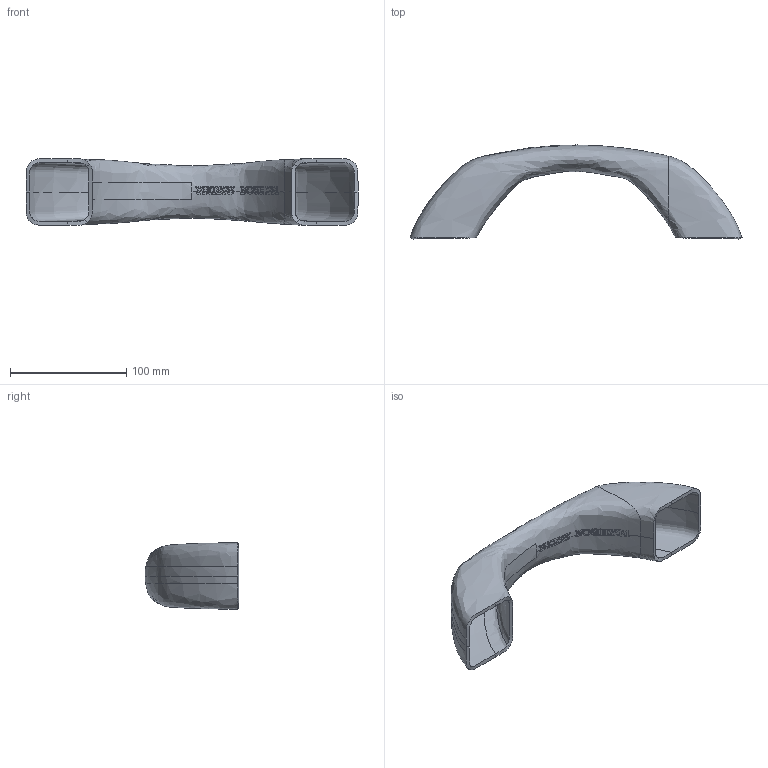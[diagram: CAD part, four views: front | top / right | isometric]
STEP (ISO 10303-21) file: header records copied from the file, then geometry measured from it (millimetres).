
FILE_DESCRIPTION(('FreeCAD Model'),'2;1');
FILE_NAME('Open CASCADE Shape Model','2025-05-04T13:23:33',('FreeCAD'),( 'FreeCAD'),'Open CASCADE STEP processor 7.6','FreeCAD','Unknown');
FILE_SCHEMA(('AUTOMOTIVE_DESIGN { 1 0 10303 214 1 1 1 1 }'));
Products named in the file (1): Open CASCADE STEP translator 7.6 1
Bounding box: 286.04 x 80.98 x 57.21 mm (x, y, z)
Volume: 146186.6 mm3; surface area: 86202.5 mm2
Topology: 1 solids, 1 shells, 126 faces, 852 edges, 735 vertices
Faces by surface type: bspline 126
Entity records: 114294 total; most frequent: CARTESIAN_POINT 109612, ORIENTED_EDGE 1704, EDGE_CURVE 852, B_SPLINE_CURVE_WITH_KNOTS 852, VERTEX_POINT 735, FACE_BOUND 135, EDGE_LOOP 135, ADVANCED_FACE 126
